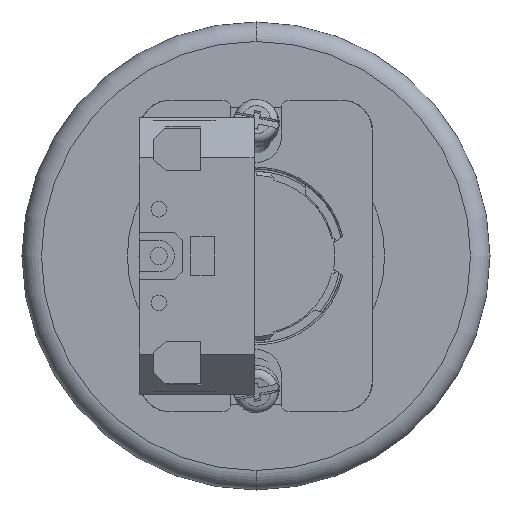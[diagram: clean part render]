
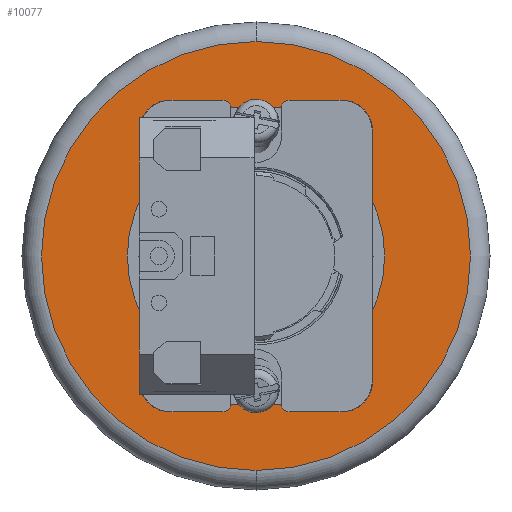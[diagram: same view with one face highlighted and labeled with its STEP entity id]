
A CAD part, front view. The second image highlights one B-rep face of the part: STEP entity #10077.
In plain terms, the highlighted planar face has unit normal (0, -1, 0).
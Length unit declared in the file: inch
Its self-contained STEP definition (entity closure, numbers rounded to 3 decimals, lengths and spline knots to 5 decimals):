
#2 = DIRECTION ( 'NONE',  ( 0., -1., 0. ) ) ;
#776 = FACE_BOUND ( 'NONE', #12505, .T. ) ;
#927 = CARTESIAN_POINT ( 'NONE',  ( 0., 1.43268, 0.64961 ) ) ;
#954 = AXIS2_PLACEMENT_3D ( 'NONE', #5953, #2, #6950 ) ;
#1023 = CARTESIAN_POINT ( 'NONE',  ( 0., 1.43268, 0. ) ) ;
#1306 = VERTEX_POINT ( 'NONE', #1621 ) ;
#1396 = EDGE_CURVE ( 'NONE', #9455, #7702, #11780, .T. ) ;
#1621 = CARTESIAN_POINT ( 'NONE',  ( 0., 1.43268, -1.08268 ) ) ;
#2029 = DIRECTION ( 'NONE',  ( 0., 0., -1. ) ) ;
#2391 = ORIENTED_EDGE ( 'NONE', *, *, #11154, .T. ) ;
#2646 = ORIENTED_EDGE ( 'NONE', *, *, #1396, .T. ) ;
#2773 = CARTESIAN_POINT ( 'NONE',  ( 0., 1.43268, 1.08268 ) ) ;
#3279 = ORIENTED_EDGE ( 'NONE', *, *, #10610, .T. ) ;
#3962 = PLANE ( 'NONE',  #954 ) ;
#4027 = DIRECTION ( 'NONE',  ( 0., -1., 0. ) ) ;
#4697 = EDGE_LOOP ( 'NONE', ( #3279, #2391 ) ) ;
#5436 = DIRECTION ( 'NONE',  ( 0., 1., 0. ) ) ;
#5953 = CARTESIAN_POINT ( 'NONE',  ( -0.64961, 1.43268, 0. ) ) ;
#6548 = ORIENTED_EDGE ( 'NONE', *, *, #7797, .T. ) ;
#6594 = CIRCLE ( 'NONE', #11011, 1.08268 ) ;
#6950 = DIRECTION ( 'NONE',  ( 0., 0., -1. ) ) ;
#7702 = VERTEX_POINT ( 'NONE', #10282 ) ;
#7797 = EDGE_CURVE ( 'NONE', #7702, #9455, #9778, .T. ) ;
#7888 = AXIS2_PLACEMENT_3D ( 'NONE', #11532, #5436, #12528 ) ;
#8031 = DIRECTION ( 'NONE',  ( 0., -1., 0. ) ) ;
#8442 = FACE_OUTER_BOUND ( 'NONE', #4697, .T. ) ;
#9455 = VERTEX_POINT ( 'NONE', #927 ) ;
#9778 = CIRCLE ( 'NONE', #7888, 0.64961 ) ;
#9985 = VERTEX_POINT ( 'NONE', #2773 ) ;
#10077 = ADVANCED_FACE ( 'NONE', ( #8442, #776 ), #3962, .T. ) ;
#10079 = CARTESIAN_POINT ( 'NONE',  ( 0., 1.43268, 0. ) ) ;
#10282 = CARTESIAN_POINT ( 'NONE',  ( 0., 1.43268, -0.64961 ) ) ;
#10578 = AXIS2_PLACEMENT_3D ( 'NONE', #1023, #8031, #2029 ) ;
#10610 = EDGE_CURVE ( 'NONE', #1306, #9985, #12263, .T. ) ;
#11004 = AXIS2_PLACEMENT_3D ( 'NONE', #12134, #12019, #11964 ) ;
#11011 = AXIS2_PLACEMENT_3D ( 'NONE', #10079, #4027, #11113 ) ;
#11113 = DIRECTION ( 'NONE',  ( 0., 0., -1. ) ) ;
#11154 = EDGE_CURVE ( 'NONE', #9985, #1306, #6594, .T. ) ;
#11532 = CARTESIAN_POINT ( 'NONE',  ( 0., 1.43268, 0. ) ) ;
#11780 = CIRCLE ( 'NONE', #11004, 0.64961 ) ;
#11964 = DIRECTION ( 'NONE',  ( 0., 0., 1. ) ) ;
#12019 = DIRECTION ( 'NONE',  ( 0., 1., 0. ) ) ;
#12134 = CARTESIAN_POINT ( 'NONE',  ( 0., 1.43268, 0. ) ) ;
#12263 = CIRCLE ( 'NONE', #10578, 1.08268 ) ;
#12505 = EDGE_LOOP ( 'NONE', ( #2646, #6548 ) ) ;
#12528 = DIRECTION ( 'NONE',  ( 0., 0., 1. ) ) ;
